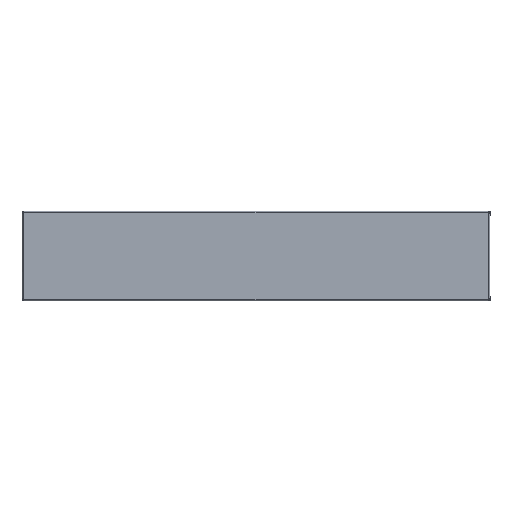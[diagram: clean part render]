
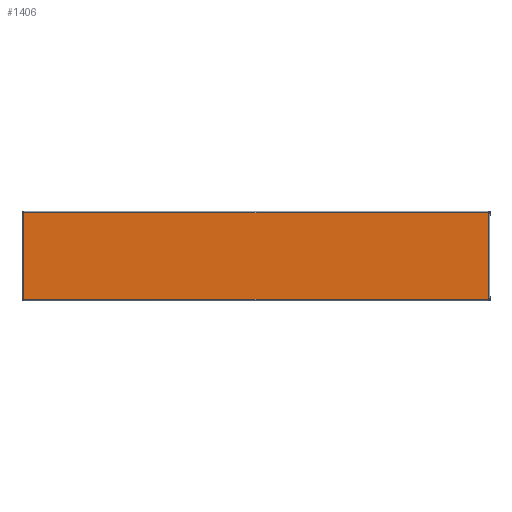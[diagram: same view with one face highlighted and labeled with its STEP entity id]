
A CAD part, top view. The second image highlights one B-rep face of the part: STEP entity #1406.
In plain terms, the highlighted planar face has unit normal (0, 0, 1).
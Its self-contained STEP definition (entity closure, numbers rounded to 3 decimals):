
#286 = DIRECTION ( 'NONE',  ( 0., 0., -1. ) ) ;
#300 = EDGE_CURVE ( 'NONE', #2802, #5686, #4264, .T. ) ;
#378 = ORIENTED_EDGE ( 'NONE', *, *, #300, .T. ) ;
#439 = DIRECTION ( 'NONE',  ( 0., 0., -1. ) ) ;
#520 = CARTESIAN_POINT ( 'NONE',  ( 0., 199., 0. ) ) ;
#553 = DIRECTION ( 'NONE',  ( -1., 0., 0. ) ) ;
#648 = AXIS2_PLACEMENT_3D ( 'NONE', #2193, #2356, #3468 ) ;
#738 = CARTESIAN_POINT ( 'NONE',  ( 3.7, 196., 0. ) ) ;
#879 = DIRECTION ( 'NONE',  ( 1., 0., 0. ) ) ;
#926 = LINE ( 'NONE', #5758, #5873 ) ;
#1147 = DIRECTION ( 'NONE',  ( 1., 0., 0. ) ) ;
#1254 = DIRECTION ( 'NONE',  ( 0., -1., 0. ) ) ;
#1406 = ADVANCED_FACE ( 'NONE', ( #5908 ), #2255, .F. ) ;
#1452 = CARTESIAN_POINT ( 'NONE',  ( 1040.3, 3.875, 0. ) ) ;
#2005 = EDGE_CURVE ( 'NONE', #5269, #2857, #4813, .T. ) ;
#2038 = VERTEX_POINT ( 'NONE', #2390 ) ;
#2054 = VECTOR ( 'NONE', #553, 1000. ) ;
#2193 = CARTESIAN_POINT ( 'NONE',  ( 1042.2, 196.75, 0. ) ) ;
#2255 = PLANE ( 'NONE',  #4013 ) ;
#2356 = DIRECTION ( 'NONE',  ( 0., 0., -1. ) ) ;
#2390 = CARTESIAN_POINT ( 'NONE',  ( 4.185, 3., 0. ) ) ;
#2451 = CARTESIAN_POINT ( 'NONE',  ( 1.8, 196.75, 0. ) ) ;
#2714 = DIRECTION ( 'NONE',  ( 1., 0., 0. ) ) ;
#2802 = VERTEX_POINT ( 'NONE', #5566 ) ;
#2857 = VERTEX_POINT ( 'NONE', #1452 ) ;
#2909 = CARTESIAN_POINT ( 'NONE',  ( 1039.815, 3., 0. ) ) ;
#2935 = CIRCLE ( 'NONE', #648, 2.5 ) ;
#3012 = CARTESIAN_POINT ( 'NONE',  ( 3.7, 3.875, 0. ) ) ;
#3030 = EDGE_CURVE ( 'NONE', #6172, #6497, #2935, .T. ) ;
#3403 = DIRECTION ( 'NONE',  ( 0., 1., 0. ) ) ;
#3468 = DIRECTION ( 'NONE',  ( -1., 0., 0. ) ) ;
#3522 = CARTESIAN_POINT ( 'NONE',  ( 1040.3, 3., 0. ) ) ;
#3573 = AXIS2_PLACEMENT_3D ( 'NONE', #2451, #4829, #1147 ) ;
#3647 = CARTESIAN_POINT ( 'NONE',  ( 1039.815, 196., 0. ) ) ;
#3690 = VECTOR ( 'NONE', #3403, 1000. ) ;
#3747 = ORIENTED_EDGE ( 'NONE', *, *, #5707, .T. ) ;
#3835 = ORIENTED_EDGE ( 'NONE', *, *, #4706, .T. ) ;
#4013 = AXIS2_PLACEMENT_3D ( 'NONE', #520, #439, #6417 ) ;
#4133 = EDGE_CURVE ( 'NONE', #5830, #2802, #4846, .T. ) ;
#4217 = CIRCLE ( 'NONE', #5225, 2.5 ) ;
#4235 = LINE ( 'NONE', #7290, #2054 ) ;
#4264 = LINE ( 'NONE', #738, #7841 ) ;
#4706 = EDGE_CURVE ( 'NONE', #2038, #5269, #926, .T. ) ;
#4813 = CIRCLE ( 'NONE', #6072, 2.5 ) ;
#4829 = DIRECTION ( 'NONE',  ( 0., 0., -1. ) ) ;
#4846 = CIRCLE ( 'NONE', #3573, 2.5 ) ;
#5225 = AXIS2_PLACEMENT_3D ( 'NONE', #5949, #7147, #5276 ) ;
#5246 = CARTESIAN_POINT ( 'NONE',  ( 4.185, 196., 0. ) ) ;
#5269 = VERTEX_POINT ( 'NONE', #2909 ) ;
#5276 = DIRECTION ( 'NONE',  ( -1., 0., 0. ) ) ;
#5306 = LINE ( 'NONE', #3522, #3690 ) ;
#5519 = EDGE_CURVE ( 'NONE', #2857, #6172, #5306, .T. ) ;
#5522 = CARTESIAN_POINT ( 'NONE',  ( 1040.3, 195.125, 0. ) ) ;
#5532 = ORIENTED_EDGE ( 'NONE', *, *, #4133, .T. ) ;
#5566 = CARTESIAN_POINT ( 'NONE',  ( 3.7, 195.125, 0. ) ) ;
#5580 = ORIENTED_EDGE ( 'NONE', *, *, #6332, .T. ) ;
#5686 = VERTEX_POINT ( 'NONE', #3012 ) ;
#5707 = EDGE_CURVE ( 'NONE', #6497, #5830, #4235, .T. ) ;
#5713 = CARTESIAN_POINT ( 'NONE',  ( 1042.2, 2.25, 0. ) ) ;
#5758 = CARTESIAN_POINT ( 'NONE',  ( 0., 3., 0. ) ) ;
#5830 = VERTEX_POINT ( 'NONE', #5246 ) ;
#5873 = VECTOR ( 'NONE', #879, 1000. ) ;
#5908 = FACE_OUTER_BOUND ( 'NONE', #6222, .T. ) ;
#5949 = CARTESIAN_POINT ( 'NONE',  ( 1.8, 2.25, 0. ) ) ;
#6072 = AXIS2_PLACEMENT_3D ( 'NONE', #5713, #286, #2714 ) ;
#6172 = VERTEX_POINT ( 'NONE', #5522 ) ;
#6181 = ORIENTED_EDGE ( 'NONE', *, *, #2005, .T. ) ;
#6222 = EDGE_LOOP ( 'NONE', ( #7717, #3747, #5532, #378, #5580, #3835, #6181, #6573 ) ) ;
#6332 = EDGE_CURVE ( 'NONE', #5686, #2038, #4217, .T. ) ;
#6417 = DIRECTION ( 'NONE',  ( -1., 0., 0. ) ) ;
#6497 = VERTEX_POINT ( 'NONE', #3647 ) ;
#6573 = ORIENTED_EDGE ( 'NONE', *, *, #5519, .T. ) ;
#7147 = DIRECTION ( 'NONE',  ( 0., 0., -1. ) ) ;
#7290 = CARTESIAN_POINT ( 'NONE',  ( 1044., 196., 0. ) ) ;
#7717 = ORIENTED_EDGE ( 'NONE', *, *, #3030, .T. ) ;
#7841 = VECTOR ( 'NONE', #1254, 1000. ) ;
